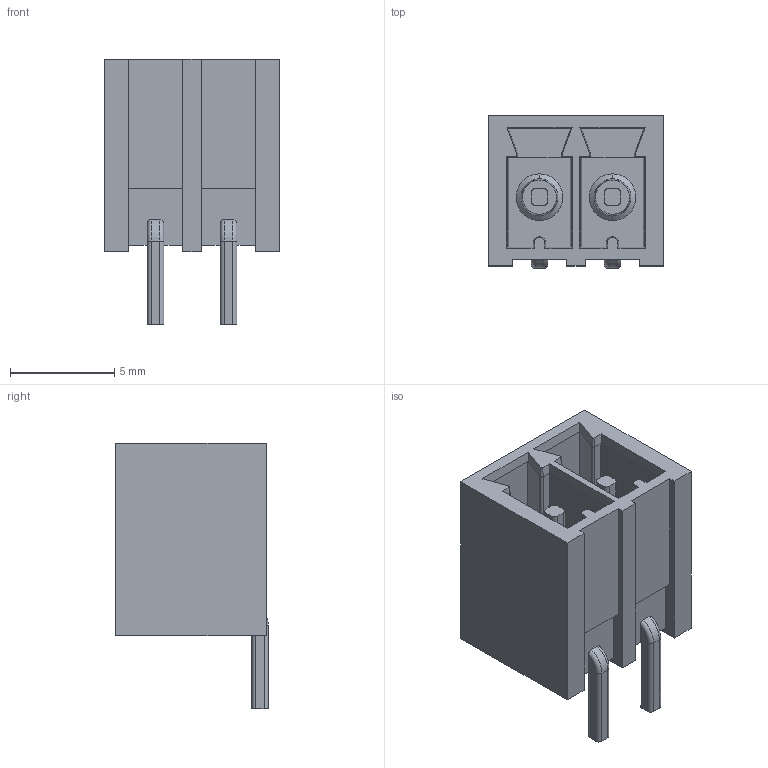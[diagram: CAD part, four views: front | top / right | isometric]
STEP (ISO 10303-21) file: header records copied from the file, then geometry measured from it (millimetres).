
FILE_DESCRIPTION((''),'2;1');
FILE_NAME('C-2213932-2','2016-08-19T',('workeradm'),('Tyco Electronics Ltd.'),'CREO PARAMETRIC BY PTC INC, 2016050','CREO PARAMETRIC BY PTC INC, 2016050','');
FILE_SCHEMA(('AUTOMOTIVE_DESIGN { 1 0 10303 214 1 1 1 1 }'));
Length unit declared in the file: millimetre
Products named in the file (1): C-2213932-2
Bounding box: 8.4 x 7.3 x 12.7 mm (x, y, z)
Volume: 306.8 mm3; surface area: 764.6 mm2
Topology: 1 solids, 1 shells, 146 faces, 380 edges, 238 vertices
Faces by surface type: plane 104, cylinder 24, cone 14, torus 4
Entity records: 4598 total; most frequent: CARTESIAN_POINT 802, ORIENTED_EDGE 760, DIRECTION 738, EDGE_CURVE 380, VECTOR 306, LINE 306, VERTEX_POINT 238, AXIS2_PLACEMENT_3D 216
